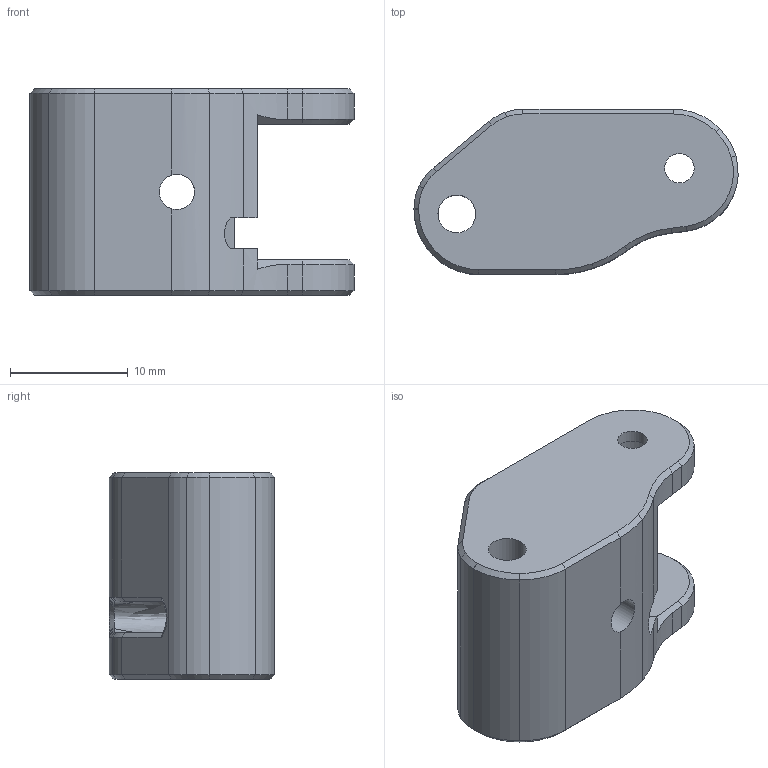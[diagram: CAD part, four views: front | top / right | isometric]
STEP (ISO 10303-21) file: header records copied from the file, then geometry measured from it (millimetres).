
FILE_DESCRIPTION(('HOOPS Exchange Step'),'2;1');
FILE_NAME('temp_export','2024-12-21T17:11:04+08:00',('27699'),('Shapr3D Limited'),'HOOPS Exchange 2024.6','Shapr3D','Authorized');
FILE_SCHEMA( ('AP242_MANAGED_MODEL_BASED_3D_ENGINEERING_MIM_LF {1 0 10303 442 1 1 4 }') );
Length unit declared in the file: millimetre
Products named in the file (1): Orbiter2.0挤出机 Positron专用打印件（4）
Bounding box: 27.47 x 14 x 17.5 mm (x, y, z)
Volume: 3523.3 mm3; surface area: 2358.4 mm2
Topology: 1 solids, 1 shells, 109 faces, 289 edges, 178 vertices
Faces by surface type: cone 38, plane 31, cylinder 27, bspline 13
Full cylindrical faces by diameter (mm): 2.5 x1, 3 x1, 3.2 x1, 4.2 x2, 4.8 x1
Entity records: 4165 total; most frequent: CARTESIAN_POINT 1462, ORIENTED_EDGE 576, DIRECTION 548, EDGE_CURVE 288, AXIS2_PLACEMENT_3D 207, VERTEX_POINT 178, VECTOR 134, LINE 134
